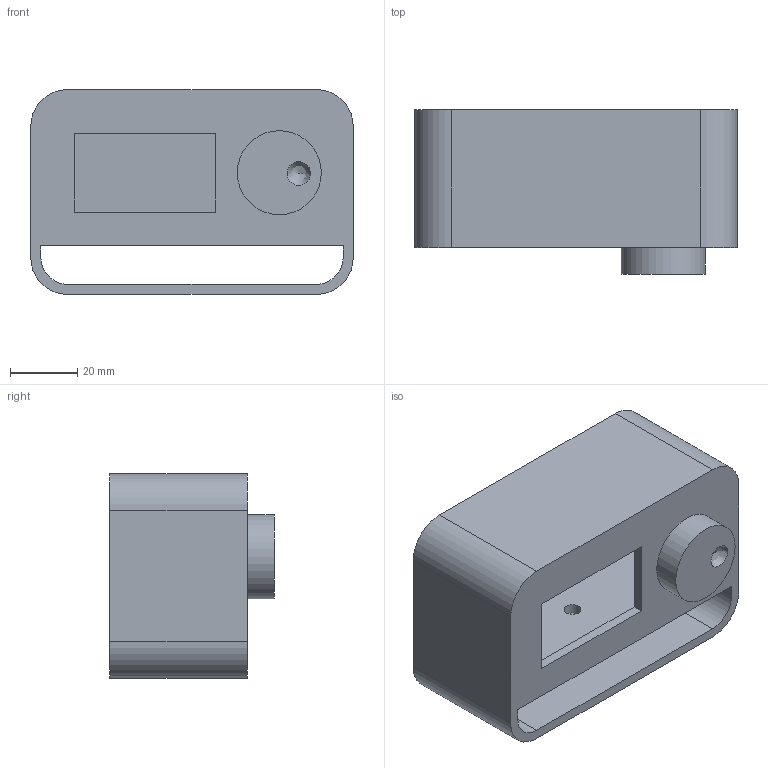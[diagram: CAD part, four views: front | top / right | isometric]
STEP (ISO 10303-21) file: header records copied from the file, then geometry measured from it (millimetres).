
FILE_DESCRIPTION(/* description */ (''),/* implementation_level */ '2;1');
FILE_NAME(/* name */ '计时器 v1.step',/* time_stamp */ '2022-08-28T12:11:04+08:00',/* author */ (''),/* organization */ (''),/* preprocessor_version */ 'ST-DEVELOPER v19',/* originating_system */ 'Autodesk Translation Framework v11.7.0.108',/* authorisation */ '');
FILE_SCHEMA (('AUTOMOTIVE_DESIGN { 1 0 10303 214 3 1 1 }'));
Length unit declared in the file: millimetre
Products named in the file (1): 计时器
Bounding box: 96 x 49 x 61 mm (x, y, z)
Volume: 73977.9 mm3; surface area: 48736.1 mm2
Topology: 3 solids, 3 shells, 76 faces, 185 edges, 122 vertices
Faces by surface type: plane 45, cylinder 26, cone 4, bspline 1
Full cylindrical faces by diameter (mm): 2.9 x4, 3.3 x4, 5 x1, 7 x2, 25 x1
Entity records: 2332 total; most frequent: CARTESIAN_POINT 410, DIRECTION 400, ORIENTED_EDGE 370, EDGE_CURVE 185, AXIS2_PLACEMENT_3D 139, LINE 122, VECTOR 122, VERTEX_POINT 122
